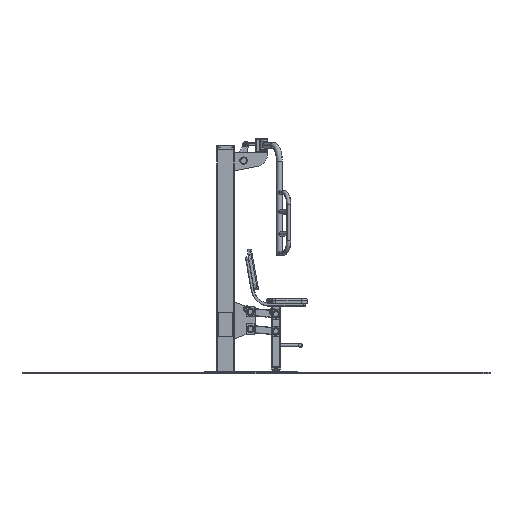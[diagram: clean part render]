
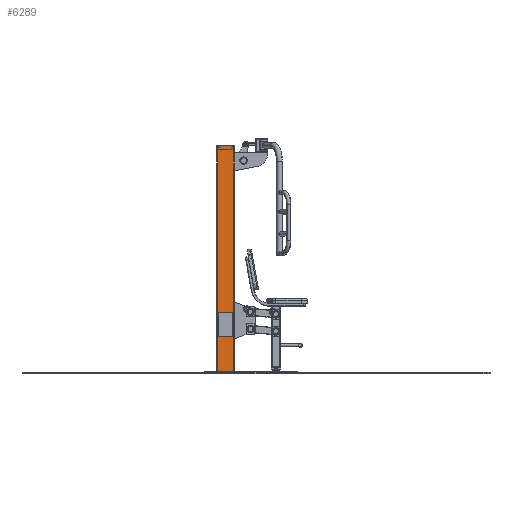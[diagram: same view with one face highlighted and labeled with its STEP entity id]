
A CAD part, left-side view. The second image highlights one B-rep face of the part: STEP entity #6289.
In plain terms, the highlighted planar face has unit normal (-1, 0, 0).
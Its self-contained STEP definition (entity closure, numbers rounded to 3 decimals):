
#6289=ADVANCED_FACE('',(#8185),#8187,.T.);
#8185=FACE_BOUND('',#8186,.T.);
#8186=EDGE_LOOP('',(#13905,#13906,#13907,#13908));
#8187=PLANE('',#8188);
#8188=AXIS2_PLACEMENT_3D('',#8189,#8190,#8191);
#8189=CARTESIAN_POINT('',(-70.,0.,-65.));
#8190=DIRECTION('',(-1.,0.,0.));
#8191=DIRECTION('',(0.,0.,1.));
#13905=ORIENTED_EDGE('',*,*,#16717,.T.);
#13906=ORIENTED_EDGE('',*,*,#16716,.F.);
#13907=ORIENTED_EDGE('',*,*,#16718,.T.);
#13908=ORIENTED_EDGE('',*,*,#16719,.T.);
#16716=EDGE_CURVE('',#18165,#18163,#18167,.T.);
#16717=EDGE_CURVE('',#18168,#18163,#18169,.F.);
#16718=EDGE_CURVE('',#18165,#18170,#18171,.T.);
#16719=EDGE_CURVE('',#18170,#18168,#18172,.T.);
#18163=VERTEX_POINT('',#20693);
#18165=VERTEX_POINT('',#20698);
#18167=LINE('',#20703,#20704);
#18168=VERTEX_POINT('',#20706);
#18169=LINE('',#20707,#20708);
#18170=VERTEX_POINT('',#20710);
#18171=LINE('',#20711,#20712);
#18172=LINE('',#20714,#20715);
#20693=CARTESIAN_POINT('',(-70.,1850.,-65.));
#20698=CARTESIAN_POINT('',(-70.,0.,-65.));
#20703=CARTESIAN_POINT('',(-70.,0.,-65.));
#20704=VECTOR('',#20705,1.);
#20705=DIRECTION('',(0.,1.,0.));
#20706=CARTESIAN_POINT('',(-70.,1850.,65.));
#20707=CARTESIAN_POINT('',(-70.,1850.,-65.));
#20708=VECTOR('',#20709,1.);
#20709=DIRECTION('',(0.,0.,1.));
#20710=CARTESIAN_POINT('',(-70.,0.,65.));
#20711=CARTESIAN_POINT('',(-70.,0.,-65.));
#20712=VECTOR('',#20713,1.);
#20713=DIRECTION('',(0.,0.,1.));
#20714=CARTESIAN_POINT('',(-70.,0.,65.));
#20715=VECTOR('',#20716,1.);
#20716=DIRECTION('',(0.,1.,0.));
